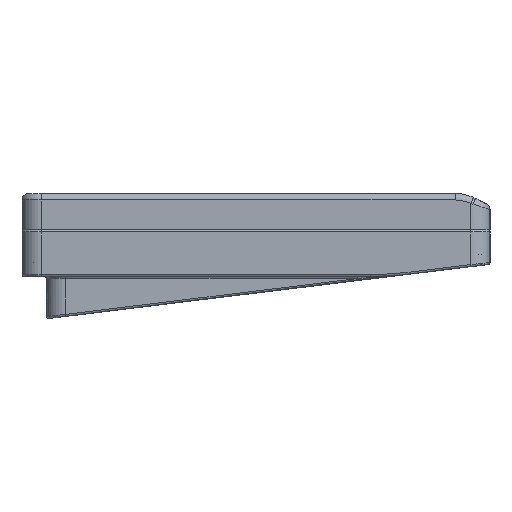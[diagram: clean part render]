
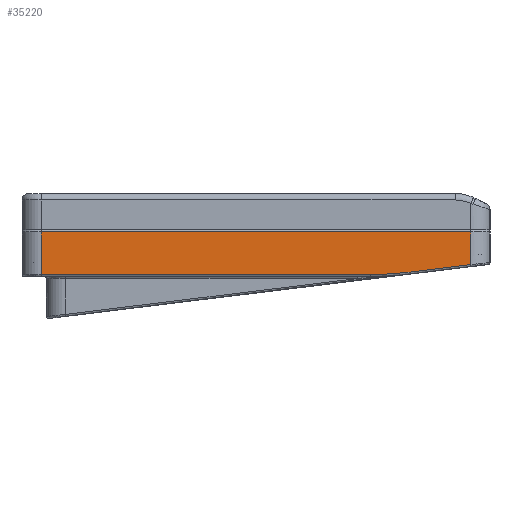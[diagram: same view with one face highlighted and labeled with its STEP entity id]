
A CAD part, left-side view. The second image highlights one B-rep face of the part: STEP entity #35220.
In plain terms, the highlighted planar face has unit normal (-1, 0, 0).
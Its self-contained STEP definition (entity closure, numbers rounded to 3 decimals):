
#2714=FACE_OUTER_BOUND('',#4945,.T.);
#4945=EDGE_LOOP('',(#29931,#29932,#29933,#29934,#29935,#29936));
#6213=CIRCLE('',#37982,79.5);
#9791=LINE('',#57028,#13520);
#9796=LINE('',#57038,#13525);
#9797=LINE('',#57042,#13526);
#9798=LINE('',#57044,#13527);
#9799=LINE('',#57047,#13528);
#13520=VECTOR('',#46341,10.);
#13525=VECTOR('',#46350,10.);
#13526=VECTOR('',#46355,10.);
#13527=VECTOR('',#46356,10.);
#13528=VECTOR('',#46359,10.);
#16626=VERTEX_POINT('',#56983);
#16641=VERTEX_POINT('',#57023);
#16644=VERTEX_POINT('',#57037);
#16645=VERTEX_POINT('',#57041);
#16646=VERTEX_POINT('',#57043);
#16647=VERTEX_POINT('',#57045);
#21154=EDGE_CURVE('',#16626,#16641,#9791,.T.);
#21159=EDGE_CURVE('',#16641,#16644,#9796,.T.);
#21161=EDGE_CURVE('',#16645,#16626,#9797,.T.);
#21162=EDGE_CURVE('',#16646,#16645,#9798,.T.);
#21163=EDGE_CURVE('',#16647,#16646,#6213,.T.);
#21164=EDGE_CURVE('',#16644,#16647,#9799,.T.);
#29931=ORIENTED_EDGE('',*,*,#21154,.F.);
#29932=ORIENTED_EDGE('',*,*,#21161,.F.);
#29933=ORIENTED_EDGE('',*,*,#21162,.F.);
#29934=ORIENTED_EDGE('',*,*,#21163,.F.);
#29935=ORIENTED_EDGE('',*,*,#21164,.F.);
#29936=ORIENTED_EDGE('',*,*,#21159,.F.);
#33425=PLANE('',#37981);
#35220=ADVANCED_FACE('',(#2714),#33425,.T.);
#37981=AXIS2_PLACEMENT_3D('',#57040,#46353,#46354);
#37982=AXIS2_PLACEMENT_3D('',#57046,#46357,#46358);
#46341=DIRECTION('',(0.,-1.,0.));
#46350=DIRECTION('',(0.,0.,-1.));
#46353=DIRECTION('center_axis',(-1.,0.,0.));
#46354=DIRECTION('ref_axis',(0.,1.,0.));
#46355=DIRECTION('',(0.,0.,1.));
#46356=DIRECTION('',(0.,1.,0.));
#46357=DIRECTION('center_axis',(1.,0.,0.));
#46358=DIRECTION('ref_axis',(0.,-0.061,
-0.998));
#46359=DIRECTION('',(0.,0.993,-0.122));
#56983=CARTESIAN_POINT('',(2.229,115.227,-0.5));
#57023=CARTESIAN_POINT('',(2.229,9.127,-0.5));
#57028=CARTESIAN_POINT('',(2.229,33.277,-0.5));
#57037=CARTESIAN_POINT('',(2.229,9.127,-8.564));
#57038=CARTESIAN_POINT('',(2.229,9.127,-9.5));
#57040=CARTESIAN_POINT('Origin',(2.229,4.377,-9.5));
#57041=CARTESIAN_POINT('',(2.229,115.227,-11.));
#57042=CARTESIAN_POINT('',(2.229,115.227,-9.5));
#57043=CARTESIAN_POINT('',(2.229,33.825,-11.));
#57044=CARTESIAN_POINT('',(2.229,33.277,-11.));
#57045=CARTESIAN_POINT('',(2.229,24.137,-10.407));
#57046=CARTESIAN_POINT('Origin',(2.229,33.825,68.5));
#57047=CARTESIAN_POINT('',(2.229,33.306,-11.533));
